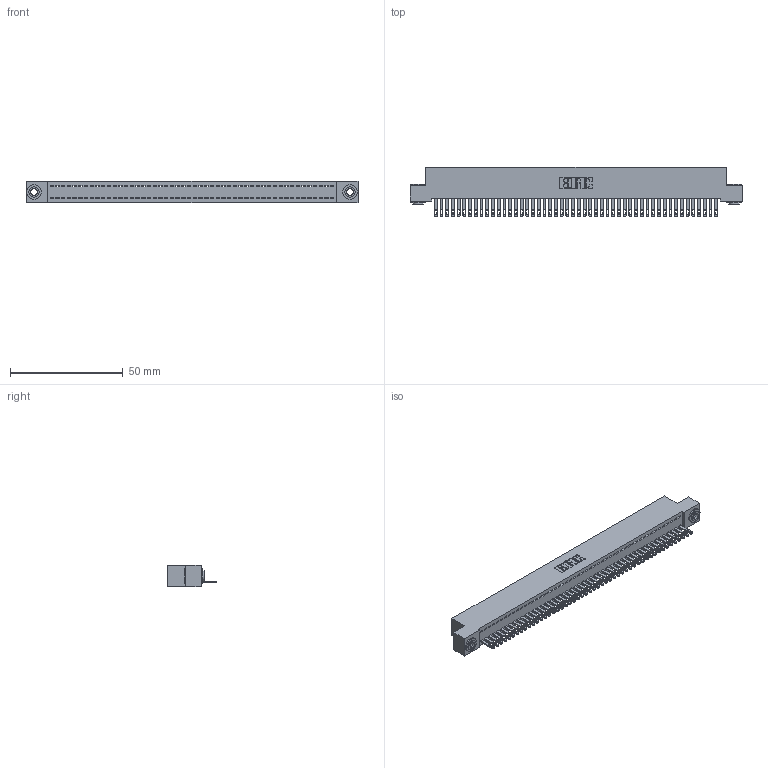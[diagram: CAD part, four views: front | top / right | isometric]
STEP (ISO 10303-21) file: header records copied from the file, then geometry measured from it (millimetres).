
FILE_DESCRIPTION (( 'STEP AP203' ), '1' );
FILE_NAME ('892-050-500-103.STEP', '2020-09-21T17:45:38', ( '' ), ( '' ), 'SwSTEP 2.0', 'SolidWorks 2020', '' );
FILE_SCHEMA (( 'CONFIG_CONTROL_DESIGN' ));
Length unit declared in the file: inch
Products named in the file (4): 342-250-002_345-250-002-102; 842 Part_.156 TH; 345-292-001_345-293-100; 892-050-500-103
Assembly tree (53 placements, depth 2):
  892-050-500-103
    842 Part_.156 TH
    345-292-001_345-293-100  x50
    342-250-002_345-250-002-102  x2
Bounding box: 147.32 x 21.85 x 9.4 mm (x, y, z)
Volume: 13000.3 mm3; surface area: 19564.2 mm2
Topology: 53 solids, 53 shells, 2848 faces, 8775 edges, 5846 vertices
Faces by surface type: plane 1876, cylinder 964, cone 8
Entity records: 29980 total; most frequent: CARTESIAN_POINT 5147, ORIENTED_EDGE 5126, DIRECTION 4361, EDGE_CURVE 2563, LINE 2407, VECTOR 2407, VERTEX_POINT 1706, AXIS2_PLACEMENT_3D 977
